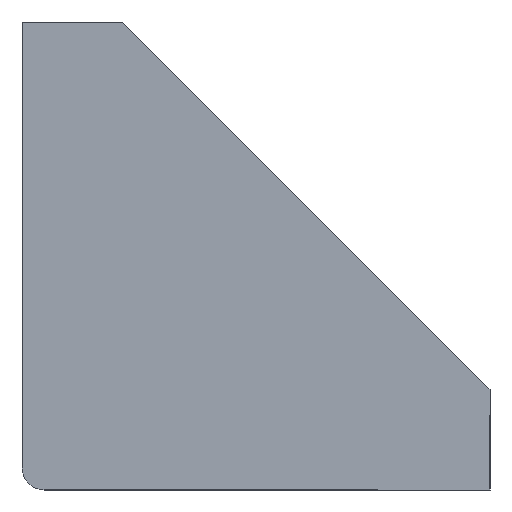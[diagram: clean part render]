
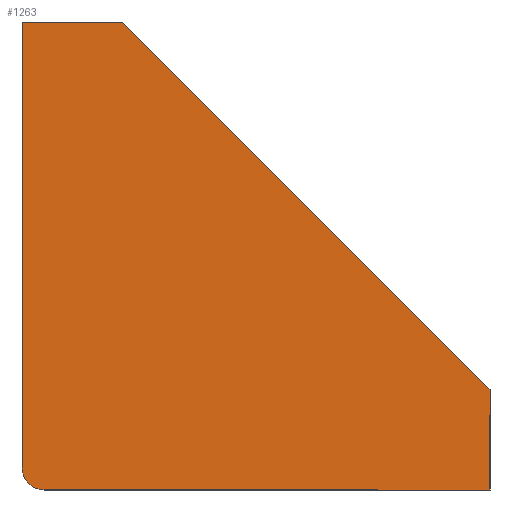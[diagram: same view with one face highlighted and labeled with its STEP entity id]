
A CAD part, front view. The second image highlights one B-rep face of the part: STEP entity #1263.
In plain terms, the highlighted planar face has unit normal (0, -1, 0).
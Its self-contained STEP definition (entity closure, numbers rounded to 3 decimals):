
#37 = VECTOR ( 'NONE', #139, 1000. ) ;
#55 = EDGE_CURVE ( 'NONE', #238, #1297, #743, .T. ) ;
#102 = DIRECTION ( 'NONE',  ( -0.707, 0., 0.707 ) ) ;
#120 = EDGE_CURVE ( 'NONE', #1509, #721, #828, .T. ) ;
#139 = DIRECTION ( 'NONE',  ( 0., 0., 1. ) ) ;
#180 = PLANE ( 'NONE',  #259 ) ;
#184 = EDGE_CURVE ( 'NONE', #1509, #1077, #1016, .T. ) ;
#217 = VECTOR ( 'NONE', #102, 1000. ) ;
#238 = VERTEX_POINT ( 'NONE', #1764 ) ;
#248 = EDGE_CURVE ( 'NONE', #238, #570, #528, .T. ) ;
#259 = AXIS2_PLACEMENT_3D ( 'NONE', #1127, #382, #1482 ) ;
#330 = CARTESIAN_POINT ( 'NONE',  ( -47.205, -43., -31.033 ) ) ;
#345 = DIRECTION ( 'NONE',  ( 0., -1., 0. ) ) ;
#365 = CARTESIAN_POINT ( 'NONE',  ( -54.205, -43., -31.033 ) ) ;
#366 = CARTESIAN_POINT ( 'NONE',  ( -14.205, -43., -22.033 ) ) ;
#382 = DIRECTION ( 'NONE',  ( 0., -1., 0. ) ) ;
#403 = CARTESIAN_POINT ( 'NONE',  ( -14.205, -43., -22.033 ) ) ;
#421 = CARTESIAN_POINT ( 'NONE',  ( -47.205, -43., 10.967 ) ) ;
#431 = EDGE_CURVE ( 'NONE', #721, #1297, #1723, .T. ) ;
#499 = ORIENTED_EDGE ( 'NONE', *, *, #120, .F. ) ;
#515 = DIRECTION ( 'NONE',  ( 0., 0., -1. ) ) ;
#528 = LINE ( 'NONE', #1341, #37 ) ;
#570 = VERTEX_POINT ( 'NONE', #1673 ) ;
#721 = VERTEX_POINT ( 'NONE', #1732 ) ;
#743 = CIRCLE ( 'NONE', #1700, 2. ) ;
#778 = CARTESIAN_POINT ( 'NONE',  ( -47.205, -43., 10.967 ) ) ;
#810 = ORIENTED_EDGE ( 'NONE', *, *, #55, .T. ) ;
#828 = LINE ( 'NONE', #366, #1665 ) ;
#1016 = LINE ( 'NONE', #778, #217 ) ;
#1067 = ORIENTED_EDGE ( 'NONE', *, *, #184, .T. ) ;
#1077 = VERTEX_POINT ( 'NONE', #421 ) ;
#1127 = CARTESIAN_POINT ( 'NONE',  ( -47.205, -43., -31.033 ) ) ;
#1133 = EDGE_LOOP ( 'NONE', ( #1233, #810, #1497, #499, #1067, #1382 ) ) ;
#1134 = DIRECTION ( 'NONE',  ( -1., 0., 0. ) ) ;
#1159 = CARTESIAN_POINT ( 'NONE',  ( -54.205, -43., -29.033 ) ) ;
#1201 = FACE_OUTER_BOUND ( 'NONE', #1133, .T. ) ;
#1226 = VECTOR ( 'NONE', #1633, 1000. ) ;
#1233 = ORIENTED_EDGE ( 'NONE', *, *, #248, .F. ) ;
#1263 = ADVANCED_FACE ( 'NONE', ( #1201 ), #180, .T. ) ;
#1297 = VERTEX_POINT ( 'NONE', #365 ) ;
#1341 = CARTESIAN_POINT ( 'NONE',  ( -56.205, -43., -31.033 ) ) ;
#1349 = VECTOR ( 'NONE', #1134, 1000. ) ;
#1382 = ORIENTED_EDGE ( 'NONE', *, *, #1408, .T. ) ;
#1408 = EDGE_CURVE ( 'NONE', #1077, #570, #1605, .T. ) ;
#1482 = DIRECTION ( 'NONE',  ( 0., 0., -1. ) ) ;
#1497 = ORIENTED_EDGE ( 'NONE', *, *, #431, .F. ) ;
#1499 = CARTESIAN_POINT ( 'NONE',  ( -47.205, -43., 10.967 ) ) ;
#1509 = VERTEX_POINT ( 'NONE', #403 ) ;
#1579 = DIRECTION ( 'NONE',  ( 0., 0., -1. ) ) ;
#1605 = LINE ( 'NONE', #1499, #1226 ) ;
#1633 = DIRECTION ( 'NONE',  ( -1., 0., 0. ) ) ;
#1665 = VECTOR ( 'NONE', #515, 1000. ) ;
#1673 = CARTESIAN_POINT ( 'NONE',  ( -56.205, -43., 10.967 ) ) ;
#1700 = AXIS2_PLACEMENT_3D ( 'NONE', #1159, #345, #1579 ) ;
#1723 = LINE ( 'NONE', #330, #1349 ) ;
#1732 = CARTESIAN_POINT ( 'NONE',  ( -14.205, -43., -31.033 ) ) ;
#1764 = CARTESIAN_POINT ( 'NONE',  ( -56.205, -43., -29.033 ) ) ;
